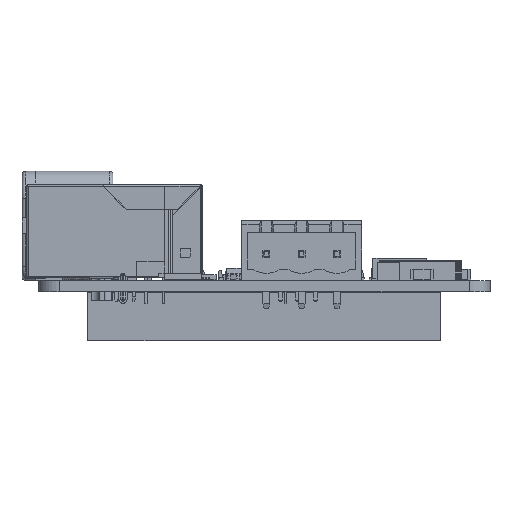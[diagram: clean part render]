
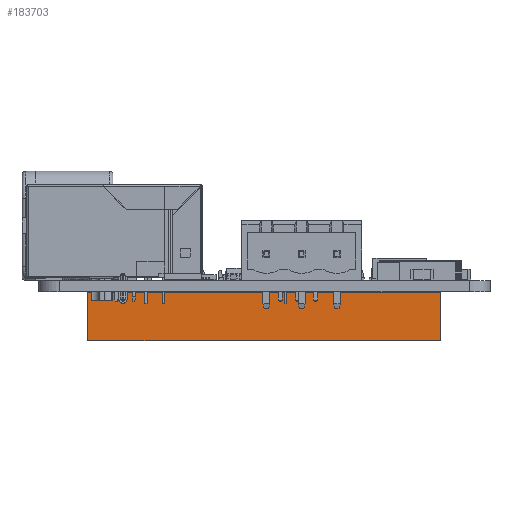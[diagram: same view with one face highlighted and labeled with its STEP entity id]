
A CAD part, front view. The second image highlights one B-rep face of the part: STEP entity #183703.
In plain terms, the highlighted free-form (B-spline) face has degree [1, 1] with [2, 2] control points.
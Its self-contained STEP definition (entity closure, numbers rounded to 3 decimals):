
#183703 = ADVANCED_FACE('',(#183704),#183717,.F.);
#183704 = FACE_BOUND('',#183705,.F.);
#183705 = EDGE_LOOP('',(#183706,#183738,#183763,#183788));
#183706 = ORIENTED_EDGE('',*,*,#183707,.T.);
#183707 = EDGE_CURVE('',#183708,#183710,#183712,.T.);
#183708 = VERTEX_POINT('',#183709);
#183709 = CARTESIAN_POINT('',(1.27,-49.53,0.));
#183710 = VERTEX_POINT('',#183711);
#183711 = CARTESIAN_POINT('',(1.27,-49.53,7.));
#183712 = SURFACE_CURVE('',#183713,(#183716,#183727),.PCURVE_S1.);
#183713 = B_SPLINE_CURVE_WITH_KNOTS('',1,(#183714,#183715),
  .UNSPECIFIED.,.F.,.F.,(2,2),(0.,7.),.PIECEWISE_BEZIER_KNOTS.);
#183714 = CARTESIAN_POINT('',(1.27,-49.53,0.));
#183715 = CARTESIAN_POINT('',(1.27,-49.53,7.));
#183716 = PCURVE('',#183717,#183722);
#183717 = B_SPLINE_SURFACE_WITH_KNOTS('',1,1,(
    (#183718,#183719)
    ,(#183720,#183721
    )),.UNSPECIFIED.,.F.,.F.,.F.,(2,2),(2,2),(0.,50.8),(-7.,0.
    ),.PIECEWISE_BEZIER_KNOTS.);
#183718 = CARTESIAN_POINT('',(1.27,-49.53,7.));
#183719 = CARTESIAN_POINT('',(1.27,-49.53,0.));
#183720 = CARTESIAN_POINT('',(1.27,1.27,7.));
#183721 = CARTESIAN_POINT('',(1.27,1.27,0.));
#183722 = DEFINITIONAL_REPRESENTATION('',(#183723),#183726);
#183723 = B_SPLINE_CURVE_WITH_KNOTS('',1,(#183724,#183725),
  .UNSPECIFIED.,.F.,.F.,(2,2),(0.,7.),.PIECEWISE_BEZIER_KNOTS.);
#183724 = CARTESIAN_POINT('',(0.,0.));
#183725 = CARTESIAN_POINT('',(0.,-7.));
#183726 = ( GEOMETRIC_REPRESENTATION_CONTEXT(2) 
PARAMETRIC_REPRESENTATION_CONTEXT() REPRESENTATION_CONTEXT('2D SPACE',''
  ) );
#183727 = PCURVE('',#183728,#183733);
#183728 = B_SPLINE_SURFACE_WITH_KNOTS('',1,1,(
    (#183729,#183730)
    ,(#183731,#183732
    )),.UNSPECIFIED.,.F.,.F.,.F.,(2,2),(2,2),(0.,5.08),(-7.,0.
    ),.PIECEWISE_BEZIER_KNOTS.);
#183729 = CARTESIAN_POINT('',(-3.81,-49.53,7.));
#183730 = CARTESIAN_POINT('',(-3.81,-49.53,0.));
#183731 = CARTESIAN_POINT('',(1.27,-49.53,7.));
#183732 = CARTESIAN_POINT('',(1.27,-49.53,0.));
#183733 = DEFINITIONAL_REPRESENTATION('',(#183734),#183737);
#183734 = B_SPLINE_CURVE_WITH_KNOTS('',1,(#183735,#183736),
  .UNSPECIFIED.,.F.,.F.,(2,2),(0.,7.),.PIECEWISE_BEZIER_KNOTS.);
#183735 = CARTESIAN_POINT('',(5.08,0.));
#183736 = CARTESIAN_POINT('',(5.08,-7.));
#183737 = ( GEOMETRIC_REPRESENTATION_CONTEXT(2) 
PARAMETRIC_REPRESENTATION_CONTEXT() REPRESENTATION_CONTEXT('2D SPACE',''
  ) );
#183738 = ORIENTED_EDGE('',*,*,#183739,.T.);
#183739 = EDGE_CURVE('',#183710,#183740,#183742,.T.);
#183740 = VERTEX_POINT('',#183741);
#183741 = CARTESIAN_POINT('',(1.27,1.27,7.));
#183742 = SURFACE_CURVE('',#183743,(#183746,#183752),.PCURVE_S1.);
#183743 = B_SPLINE_CURVE_WITH_KNOTS('',1,(#183744,#183745),
  .UNSPECIFIED.,.F.,.F.,(2,2),(0.,50.8),.PIECEWISE_BEZIER_KNOTS.);
#183744 = CARTESIAN_POINT('',(1.27,-49.53,7.));
#183745 = CARTESIAN_POINT('',(1.27,1.27,7.));
#183746 = PCURVE('',#183717,#183747);
#183747 = DEFINITIONAL_REPRESENTATION('',(#183748),#183751);
#183748 = B_SPLINE_CURVE_WITH_KNOTS('',1,(#183749,#183750),
  .UNSPECIFIED.,.F.,.F.,(2,2),(0.,50.8),.PIECEWISE_BEZIER_KNOTS.);
#183749 = CARTESIAN_POINT('',(0.,-7.));
#183750 = CARTESIAN_POINT('',(50.8,-7.));
#183751 = ( GEOMETRIC_REPRESENTATION_CONTEXT(2) 
PARAMETRIC_REPRESENTATION_CONTEXT() REPRESENTATION_CONTEXT('2D SPACE',''
  ) );
#183752 = PCURVE('',#183753,#183758);
#183753 = B_SPLINE_SURFACE_WITH_KNOTS('',1,1,(
    (#183754,#183755)
    ,(#183756,#183757
    )),.UNSPECIFIED.,.F.,.F.,.F.,(2,2),(2,2),(-50.8,0.),(
    0.,5.08),.PIECEWISE_BEZIER_KNOTS.);
#183754 = CARTESIAN_POINT('',(1.27,1.27,7.));
#183755 = CARTESIAN_POINT('',(-3.81,1.27,7.));
#183756 = CARTESIAN_POINT('',(1.27,-49.53,7.));
#183757 = CARTESIAN_POINT('',(-3.81,-49.53,7.));
#183758 = DEFINITIONAL_REPRESENTATION('',(#183759),#183762);
#183759 = B_SPLINE_CURVE_WITH_KNOTS('',1,(#183760,#183761),
  .UNSPECIFIED.,.F.,.F.,(2,2),(0.,50.8),.PIECEWISE_BEZIER_KNOTS.);
#183760 = CARTESIAN_POINT('',(0.,0.));
#183761 = CARTESIAN_POINT('',(-50.8,0.));
#183762 = ( GEOMETRIC_REPRESENTATION_CONTEXT(2) 
PARAMETRIC_REPRESENTATION_CONTEXT() REPRESENTATION_CONTEXT('2D SPACE',''
  ) );
#183763 = ORIENTED_EDGE('',*,*,#183764,.F.);
#183764 = EDGE_CURVE('',#183765,#183740,#183767,.T.);
#183765 = VERTEX_POINT('',#183766);
#183766 = CARTESIAN_POINT('',(1.27,1.27,0.));
#183767 = SURFACE_CURVE('',#183768,(#183771,#183777),.PCURVE_S1.);
#183768 = B_SPLINE_CURVE_WITH_KNOTS('',1,(#183769,#183770),
  .UNSPECIFIED.,.F.,.F.,(2,2),(0.,7.),.PIECEWISE_BEZIER_KNOTS.);
#183769 = CARTESIAN_POINT('',(1.27,1.27,0.));
#183770 = CARTESIAN_POINT('',(1.27,1.27,7.));
#183771 = PCURVE('',#183717,#183772);
#183772 = DEFINITIONAL_REPRESENTATION('',(#183773),#183776);
#183773 = B_SPLINE_CURVE_WITH_KNOTS('',1,(#183774,#183775),
  .UNSPECIFIED.,.F.,.F.,(2,2),(0.,7.),.PIECEWISE_BEZIER_KNOTS.);
#183774 = CARTESIAN_POINT('',(50.8,0.));
#183775 = CARTESIAN_POINT('',(50.8,-7.));
#183776 = ( GEOMETRIC_REPRESENTATION_CONTEXT(2) 
PARAMETRIC_REPRESENTATION_CONTEXT() REPRESENTATION_CONTEXT('2D SPACE',''
  ) );
#183777 = PCURVE('',#183778,#183783);
#183778 = B_SPLINE_SURFACE_WITH_KNOTS('',1,1,(
    (#183779,#183780)
    ,(#183781,#183782
    )),.UNSPECIFIED.,.F.,.F.,.F.,(2,2),(2,2),(0.,5.08),(-7.,0.
    ),.PIECEWISE_BEZIER_KNOTS.);
#183779 = CARTESIAN_POINT('',(1.27,1.27,7.));
#183780 = CARTESIAN_POINT('',(1.27,1.27,0.));
#183781 = CARTESIAN_POINT('',(-3.81,1.27,7.));
#183782 = CARTESIAN_POINT('',(-3.81,1.27,0.));
#183783 = DEFINITIONAL_REPRESENTATION('',(#183784),#183787);
#183784 = B_SPLINE_CURVE_WITH_KNOTS('',1,(#183785,#183786),
  .UNSPECIFIED.,.F.,.F.,(2,2),(0.,7.),.PIECEWISE_BEZIER_KNOTS.);
#183785 = CARTESIAN_POINT('',(0.,0.));
#183786 = CARTESIAN_POINT('',(0.,-7.));
#183787 = ( GEOMETRIC_REPRESENTATION_CONTEXT(2) 
PARAMETRIC_REPRESENTATION_CONTEXT() REPRESENTATION_CONTEXT('2D SPACE',''
  ) );
#183788 = ORIENTED_EDGE('',*,*,#183789,.F.);
#183789 = EDGE_CURVE('',#183708,#183765,#183790,.T.);
#183790 = SURFACE_CURVE('',#183791,(#183794,#183800),.PCURVE_S1.);
#183791 = B_SPLINE_CURVE_WITH_KNOTS('',1,(#183792,#183793),
  .UNSPECIFIED.,.F.,.F.,(2,2),(0.,50.8),.PIECEWISE_BEZIER_KNOTS.);
#183792 = CARTESIAN_POINT('',(1.27,-49.53,0.));
#183793 = CARTESIAN_POINT('',(1.27,1.27,0.));
#183794 = PCURVE('',#183717,#183795);
#183795 = DEFINITIONAL_REPRESENTATION('',(#183796),#183799);
#183796 = B_SPLINE_CURVE_WITH_KNOTS('',1,(#183797,#183798),
  .UNSPECIFIED.,.F.,.F.,(2,2),(0.,50.8),.PIECEWISE_BEZIER_KNOTS.);
#183797 = CARTESIAN_POINT('',(0.,0.));
#183798 = CARTESIAN_POINT('',(50.8,0.));
#183799 = ( GEOMETRIC_REPRESENTATION_CONTEXT(2) 
PARAMETRIC_REPRESENTATION_CONTEXT() REPRESENTATION_CONTEXT('2D SPACE',''
  ) );
#183800 = PCURVE('',#183801,#183806);
#183801 = B_SPLINE_SURFACE_WITH_KNOTS('',1,1,(
    (#183802,#183803)
    ,(#183804,#183805
    )),.UNSPECIFIED.,.F.,.F.,.F.,(2,2),(2,2),(-50.8,0.),(
    0.,0.847),.PIECEWISE_BEZIER_KNOTS.);
#183802 = CARTESIAN_POINT('',(1.27,1.27,0.));
#183803 = CARTESIAN_POINT('',(0.423,1.27,0.));
#183804 = CARTESIAN_POINT('',(1.27,-49.53,0.));
#183805 = CARTESIAN_POINT('',(0.423,-49.53,0.));
#183806 = DEFINITIONAL_REPRESENTATION('',(#183807),#183810);
#183807 = B_SPLINE_CURVE_WITH_KNOTS('',1,(#183808,#183809),
  .UNSPECIFIED.,.F.,.F.,(2,2),(0.,50.8),.PIECEWISE_BEZIER_KNOTS.);
#183808 = CARTESIAN_POINT('',(0.,0.));
#183809 = CARTESIAN_POINT('',(-50.8,0.));
#183810 = ( GEOMETRIC_REPRESENTATION_CONTEXT(2) 
PARAMETRIC_REPRESENTATION_CONTEXT() REPRESENTATION_CONTEXT('2D SPACE',''
  ) );
